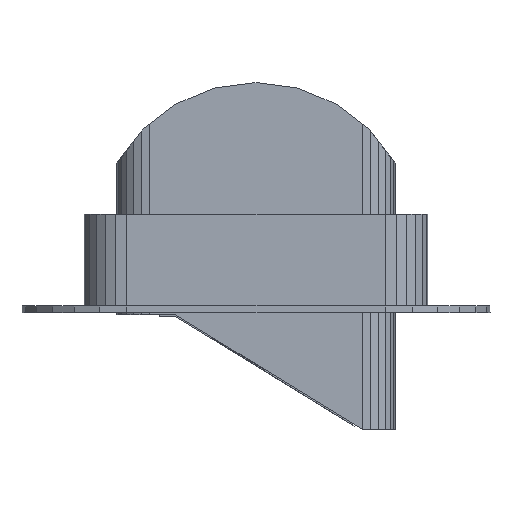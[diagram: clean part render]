
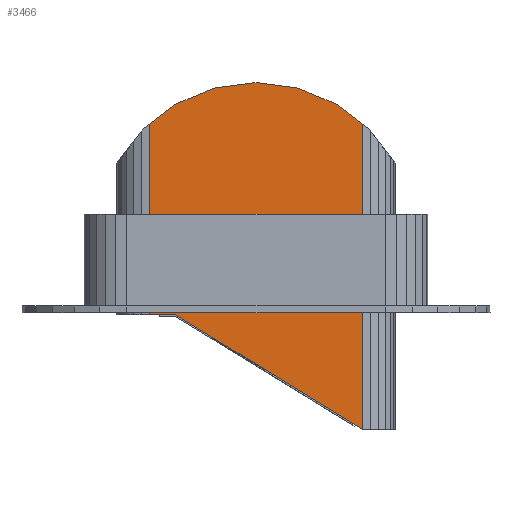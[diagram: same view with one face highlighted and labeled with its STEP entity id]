
A CAD part, front view. The second image highlights one B-rep face of the part: STEP entity #3466.
In plain terms, the highlighted planar face has unit normal (0, -1, 0).
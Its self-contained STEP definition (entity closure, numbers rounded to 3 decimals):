
#164=FACE_OUTER_BOUND('',#344,.T.);
#344=EDGE_LOOP('',(#2959,#2960,#2961,#2962,#2963,#2964,#2965,#2966,#2967,
#2968));
#752=LINE('',#5301,#1242);
#782=LINE('',#5361,#1272);
#785=LINE('',#5367,#1275);
#786=LINE('',#5369,#1276);
#787=LINE('',#5371,#1277);
#788=LINE('',#5373,#1278);
#789=LINE('',#5375,#1279);
#790=LINE('',#5377,#1280);
#791=LINE('',#5379,#1281);
#792=LINE('',#5380,#1282);
#1242=VECTOR('',#4348,1000.);
#1272=VECTOR('',#4392,1000.);
#1275=VECTOR('',#4397,1000.);
#1276=VECTOR('',#4398,1000.);
#1277=VECTOR('',#4399,1000.);
#1278=VECTOR('',#4400,1000.);
#1279=VECTOR('',#4401,1000.);
#1280=VECTOR('',#4402,1000.);
#1281=VECTOR('',#4403,1000.);
#1282=VECTOR('',#4404,1000.);
#1601=VERTEX_POINT('',#5298);
#1602=VERTEX_POINT('',#5300);
#1625=VERTEX_POINT('',#5360);
#1627=VERTEX_POINT('',#5366);
#1628=VERTEX_POINT('',#5368);
#1629=VERTEX_POINT('',#5370);
#1630=VERTEX_POINT('',#5372);
#1631=VERTEX_POINT('',#5374);
#1632=VERTEX_POINT('',#5376);
#1633=VERTEX_POINT('',#5378);
#2052=EDGE_CURVE('',#1602,#1601,#752,.T.);
#2082=EDGE_CURVE('',#1625,#1602,#782,.T.);
#2085=EDGE_CURVE('',#1601,#1627,#785,.T.);
#2086=EDGE_CURVE('',#1627,#1628,#786,.T.);
#2087=EDGE_CURVE('',#1628,#1629,#787,.T.);
#2088=EDGE_CURVE('',#1629,#1630,#788,.T.);
#2089=EDGE_CURVE('',#1630,#1631,#789,.T.);
#2090=EDGE_CURVE('',#1631,#1632,#790,.T.);
#2091=EDGE_CURVE('',#1632,#1633,#791,.T.);
#2092=EDGE_CURVE('',#1633,#1625,#792,.T.);
#2959=ORIENTED_EDGE('',*,*,#2052,.T.);
#2960=ORIENTED_EDGE('',*,*,#2085,.T.);
#2961=ORIENTED_EDGE('',*,*,#2086,.T.);
#2962=ORIENTED_EDGE('',*,*,#2087,.T.);
#2963=ORIENTED_EDGE('',*,*,#2088,.T.);
#2964=ORIENTED_EDGE('',*,*,#2089,.T.);
#2965=ORIENTED_EDGE('',*,*,#2090,.T.);
#2966=ORIENTED_EDGE('',*,*,#2091,.T.);
#2967=ORIENTED_EDGE('',*,*,#2092,.T.);
#2968=ORIENTED_EDGE('',*,*,#2082,.T.);
#3290=PLANE('',#3666);
#3466=ADVANCED_FACE('',(#164),#3290,.F.);
#3666=AXIS2_PLACEMENT_3D('',#5365,#4395,#4396);
#4348=DIRECTION('',(1.,0.,0.));
#4392=DIRECTION('',(0.,0.,-1.));
#4395=DIRECTION('center_axis',(0.,1.,0.));
#4396=DIRECTION('ref_axis',(0.,0.,
-1.));
#4397=DIRECTION('',(0.852,0.,-0.523));
#4398=DIRECTION('',(0.,0.,1.));
#4399=DIRECTION('',(-0.793,0.,0.609));
#4400=DIRECTION('',(-0.924,0.,0.383));
#4401=DIRECTION('',(-0.991,0.,0.131));
#4402=DIRECTION('',(-0.991,0.,-0.131));
#4403=DIRECTION('',(-0.924,0.,-0.383));
#4404=DIRECTION('',(-0.793,0.,-0.609));
#5298=CARTESIAN_POINT('',(-24.5,-65.,-3.223));
#5300=CARTESIAN_POINT('',(-32.5,-65.,-3.223));
#5301=CARTESIAN_POINT('',(-22.25,-65.,-3.223));
#5360=CARTESIAN_POINT('',(-32.5,-65.,55.074));
#5361=CARTESIAN_POINT('',(-32.5,-65.,14.777));
#5365=CARTESIAN_POINT('Origin',(0.,-65.,
14.777));
#5366=CARTESIAN_POINT('',(32.5,-65.,-38.223));
#5367=CARTESIAN_POINT('',(-5.367,-65.,-14.971));
#5368=CARTESIAN_POINT('',(32.5,-65.,55.074));
#5369=CARTESIAN_POINT('',(32.5,-65.,14.777));
#5370=CARTESIAN_POINT('',(24.5,-65.,61.213));
#5371=CARTESIAN_POINT('',(30.54,-65.,56.578));
#5372=CARTESIAN_POINT('',(12.682,-65.,66.108));
#5373=CARTESIAN_POINT('',(19.298,-65.,63.367));
#5374=CARTESIAN_POINT('',(0.,-65.,67.777));
#5375=CARTESIAN_POINT('',(6.6,-65.,66.909));
#5376=CARTESIAN_POINT('',(-12.682,-65.,66.108));
#5377=CARTESIAN_POINT('',(-6.6,-65.,66.909));
#5378=CARTESIAN_POINT('',(-24.5,-65.,61.213));
#5379=CARTESIAN_POINT('',(-19.298,-65.,63.367));
#5380=CARTESIAN_POINT('',(-30.54,-65.,56.578));
